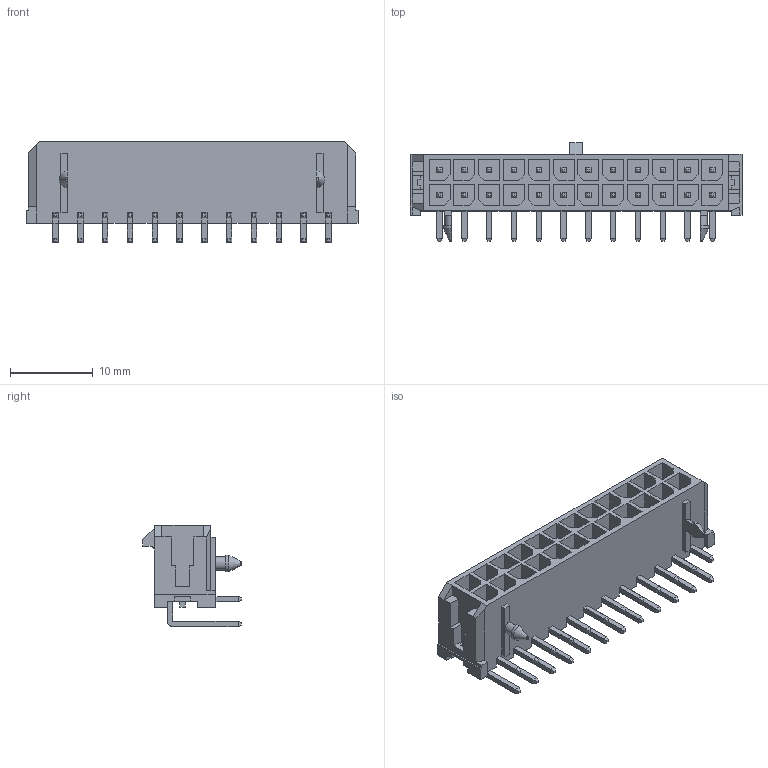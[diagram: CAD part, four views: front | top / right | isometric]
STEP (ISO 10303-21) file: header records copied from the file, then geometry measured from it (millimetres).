
FILE_DESCRIPTION (( 'STEP AP214' ), '1' );
FILE_NAME ('MicroFit-2x12R-molex43045-2400.STEP', '2019-12-27T11:18:12', ( 'Elessar' ), ( '' ), 'SwSTEP 2.0', 'SolidWorks 2018', '' );
FILE_SCHEMA (( 'AUTOMOTIVE_DESIGN' ));
Length unit declared in the file: millimetre
Products named in the file (1): MicroFit-2x12R-molex43045-2400
Bounding box: 40.15 x 11.95 x 12.24 mm (x, y, z)
Volume: 1639.3 mm3; surface area: 3989.3 mm2
Topology: 1 solids, 1 shells, 1003 faces, 2482 edges, 1529 vertices
Faces by surface type: plane 981, cylinder 17, torus 2, cone 2, bspline 1
Entity records: 39700 total; most frequent: CARTESIAN_POINT 5060, ORIENTED_EDGE 4958, DIRECTION 4529, EDGE_CURVE 2479, LINE 2435, VECTOR 2435, VERTEX_POINT 1529, EDGE_LOOP 1054
